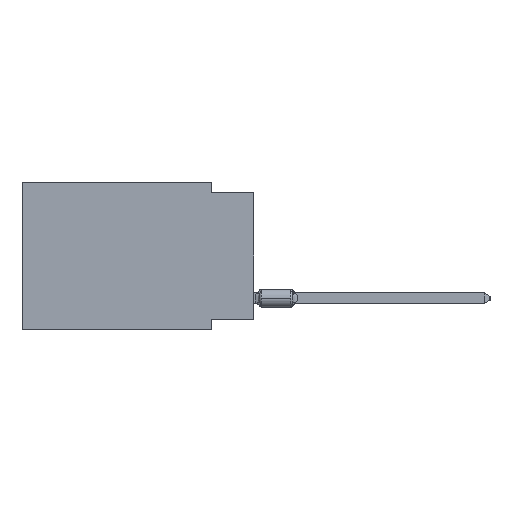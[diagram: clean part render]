
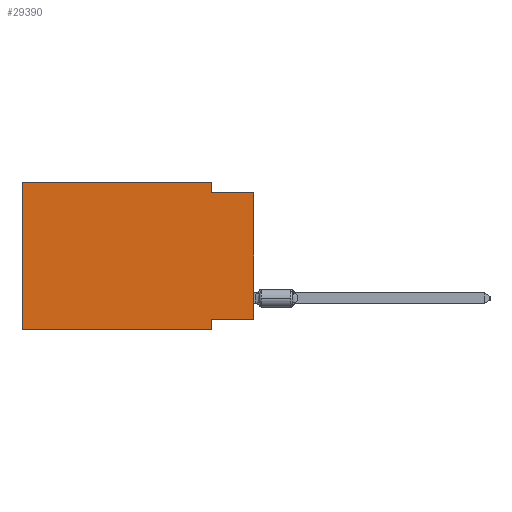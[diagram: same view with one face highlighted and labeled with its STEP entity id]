
A CAD part, left-side view. The second image highlights one B-rep face of the part: STEP entity #29390.
In plain terms, the highlighted planar face has unit normal (-1, 0, 0).
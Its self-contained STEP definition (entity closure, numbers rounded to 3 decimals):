
#151 = CARTESIAN_POINT ( 'NONE',  ( 0., 13.97, 0. ) ) ;
#402 = DIRECTION ( 'NONE',  ( 0., -1., 0. ) ) ;
#582 = VERTEX_POINT ( 'NONE', #28296 ) ;
#742 = ORIENTED_EDGE ( 'NONE', *, *, #27459, .F. ) ;
#1276 = VERTEX_POINT ( 'NONE', #14409 ) ;
#1733 = EDGE_CURVE ( 'NONE', #24726, #37565, #33243, .T. ) ;
#2076 = EDGE_CURVE ( 'NONE', #10368, #21232, #21634, .T. ) ;
#2298 = DIRECTION ( 'NONE',  ( 0., 0., 1. ) ) ;
#2864 = DIRECTION ( 'NONE',  ( 0., 1., 0. ) ) ;
#2940 = EDGE_CURVE ( 'NONE', #10368, #23585, #29737, .T. ) ;
#3149 = VECTOR ( 'NONE', #2864, 1000. ) ;
#3222 = CARTESIAN_POINT ( 'NONE',  ( 0., 2.54, -8.89 ) ) ;
#4652 = LINE ( 'NONE', #151, #6594 ) ;
#4672 = CARTESIAN_POINT ( 'NONE',  ( 0., 13.97, 0. ) ) ;
#5149 = ORIENTED_EDGE ( 'NONE', *, *, #1733, .F. ) ;
#5352 = ORIENTED_EDGE ( 'NONE', *, *, #23405, .F. ) ;
#5614 = DIRECTION ( 'NONE',  ( 0., 0., -1. ) ) ;
#6122 = LINE ( 'NONE', #48308, #14147 ) ;
#6594 = VECTOR ( 'NONE', #402, 1000. ) ;
#6696 = ORIENTED_EDGE ( 'NONE', *, *, #31654, .T. ) ;
#7046 = CARTESIAN_POINT ( 'NONE',  ( 0., 0., 0. ) ) ;
#8076 = ORIENTED_EDGE ( 'NONE', *, *, #42534, .F. ) ;
#9935 = VERTEX_POINT ( 'NONE', #11168 ) ;
#10368 = VERTEX_POINT ( 'NONE', #41745 ) ;
#11168 = CARTESIAN_POINT ( 'NONE',  ( 0., 2.54, -0.635 ) ) ;
#12310 = CARTESIAN_POINT ( 'NONE',  ( 0., 2.54, 0. ) ) ;
#12429 = EDGE_CURVE ( 'NONE', #37565, #23585, #27490, .T. ) ;
#13214 = VECTOR ( 'NONE', #5614, 1000. ) ;
#13680 = DIRECTION ( 'NONE',  ( 0., -1., 0. ) ) ;
#14147 = VECTOR ( 'NONE', #14184, 1000. ) ;
#14184 = DIRECTION ( 'NONE',  ( 0., -1., 0. ) ) ;
#14409 = CARTESIAN_POINT ( 'NONE',  ( 0., 0., -0.635 ) ) ;
#18502 = VECTOR ( 'NONE', #35874, 1000. ) ;
#19850 = LINE ( 'NONE', #12310, #18502 ) ;
#21232 = VERTEX_POINT ( 'NONE', #4672 ) ;
#21634 = LINE ( 'NONE', #36451, #24041 ) ;
#22151 = FACE_OUTER_BOUND ( 'NONE', #46397, .T. ) ;
#22375 = DIRECTION ( 'NONE',  ( 0., 0., 1. ) ) ;
#23405 = EDGE_CURVE ( 'NONE', #582, #9935, #19850, .T. ) ;
#23585 = VERTEX_POINT ( 'NONE', #3222 ) ;
#24041 = VECTOR ( 'NONE', #2298, 1000. ) ;
#24158 = CARTESIAN_POINT ( 'NONE',  ( 0., 0., -8.255 ) ) ;
#24726 = VERTEX_POINT ( 'NONE', #24158 ) ;
#25902 = DIRECTION ( 'NONE',  ( 0., 0., -1. ) ) ;
#26405 = PLANE ( 'NONE',  #37248 ) ;
#26651 = CARTESIAN_POINT ( 'NONE',  ( 0., 13.97, 0. ) ) ;
#27459 = EDGE_CURVE ( 'NONE', #21232, #582, #4652, .T. ) ;
#27490 = LINE ( 'NONE', #31978, #13214 ) ;
#27687 = ORIENTED_EDGE ( 'NONE', *, *, #2940, .T. ) ;
#28296 = CARTESIAN_POINT ( 'NONE',  ( 0., 2.54, 0. ) ) ;
#29390 = ADVANCED_FACE ( 'NONE', ( #22151 ), #26405, .F. ) ;
#29737 = LINE ( 'NONE', #33756, #29971 ) ;
#29971 = VECTOR ( 'NONE', #13680, 1000. ) ;
#31248 = ORIENTED_EDGE ( 'NONE', *, *, #2076, .F. ) ;
#31654 = EDGE_CURVE ( 'NONE', #24726, #1276, #41465, .T. ) ;
#31978 = CARTESIAN_POINT ( 'NONE',  ( 0., 2.54, -8.89 ) ) ;
#33142 = CARTESIAN_POINT ( 'NONE',  ( 0., 2.54, -8.255 ) ) ;
#33243 = LINE ( 'NONE', #44781, #3149 ) ;
#33756 = CARTESIAN_POINT ( 'NONE',  ( 0., 13.97, -8.89 ) ) ;
#33947 = DIRECTION ( 'NONE',  ( 1., 0., 0. ) ) ;
#35874 = DIRECTION ( 'NONE',  ( 0., 0., -1. ) ) ;
#36451 = CARTESIAN_POINT ( 'NONE',  ( 0., 13.97, 0. ) ) ;
#37248 = AXIS2_PLACEMENT_3D ( 'NONE', #26651, #33947, #25902 ) ;
#37565 = VERTEX_POINT ( 'NONE', #33142 ) ;
#41465 = LINE ( 'NONE', #7046, #43713 ) ;
#41745 = CARTESIAN_POINT ( 'NONE',  ( 0., 13.97, -8.89 ) ) ;
#42534 = EDGE_CURVE ( 'NONE', #9935, #1276, #6122, .T. ) ;
#43713 = VECTOR ( 'NONE', #22375, 1000. ) ;
#44781 = CARTESIAN_POINT ( 'NONE',  ( 0., 0., -8.255 ) ) ;
#45118 = ORIENTED_EDGE ( 'NONE', *, *, #12429, .F. ) ;
#46397 = EDGE_LOOP ( 'NONE', ( #6696, #8076, #5352, #742, #31248, #27687, #45118, #5149 ) ) ;
#48308 = CARTESIAN_POINT ( 'NONE',  ( 0., 0., -0.635 ) ) ;
